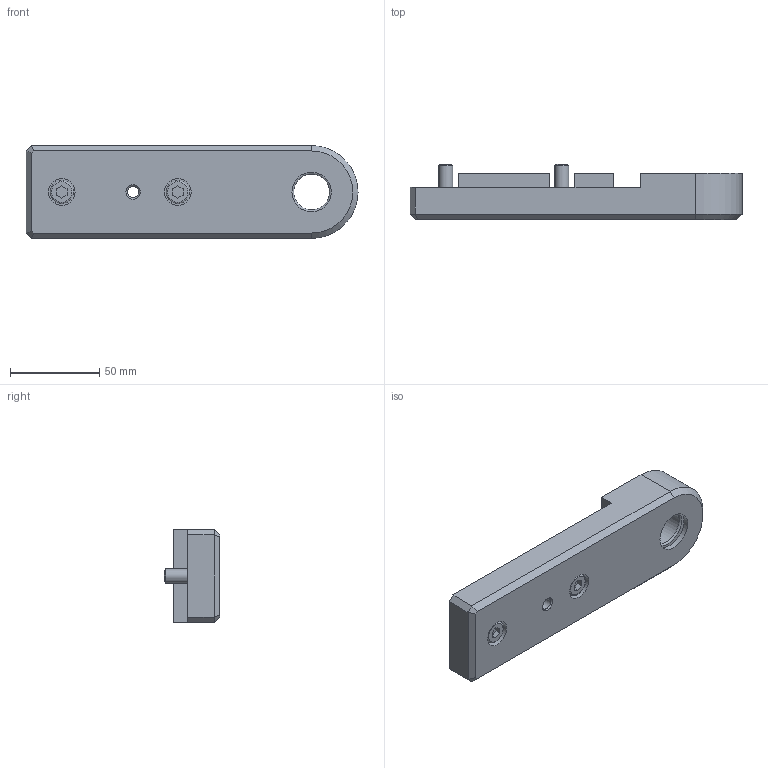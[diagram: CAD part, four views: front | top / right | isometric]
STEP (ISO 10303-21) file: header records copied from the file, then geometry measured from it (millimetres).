
FILE_DESCRIPTION(/* description */ (''),/* implementation_level */ '2;1');
FILE_NAME(/* name */ '85-020-1.stp',/* time_stamp */ '2022-04-15T09:17:07-04:00',/* author */ ('jmurphy'),/* organization */ (''),/* preprocessor_version */ 'ST-DEVELOPER v18.1',/* originating_system */ 'AutoCAD Mechanical',/* authorisation */ '');
FILE_SCHEMA (('AUTOMOTIVE_DESIGN { 1 0 10303 214 3 1 1 }'));
Length unit declared in the file: millimetre
Products named in the file (2): Product; ACADMENU
Assembly tree (3 placements, depth 2):
  Product
    ACADMENU  x3
Bounding box: 186 x 31 x 52 mm (x, y, z)
Volume: 176574.8 mm3; surface area: 42648.1 mm2
Topology: 4 solids, 4 shells, 150 faces, 308 edges, 182 vertices
Faces by surface type: cone 67, plane 56, cylinder 21, torus 6
Full cylindrical faces by diameter (mm): 4.134 x2, 6.4 x1, 8 x2, 9 x2, 13 x2, 15 x2, 20 x1, 22 x1, 28.5 x2, 38.7 x2, 41 x1, 47 x2
Entity records: 3965 total; most frequent: DIRECTION 743, CARTESIAN_POINT 643, ORIENTED_EDGE 612, EDGE_CURVE 306, AXIS2_PLACEMENT_3D 282, VERTEX_POINT 182, LINE 179, VECTOR 179
